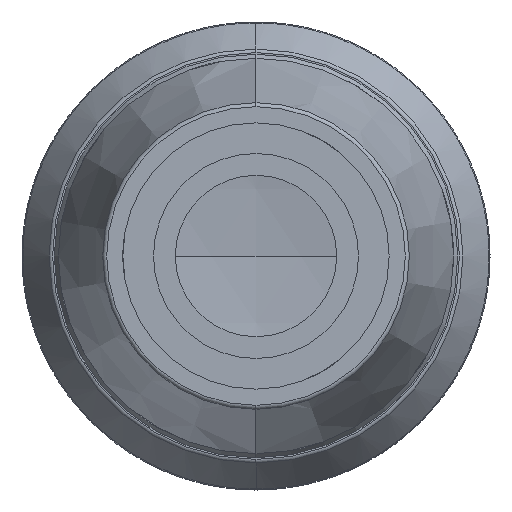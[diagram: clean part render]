
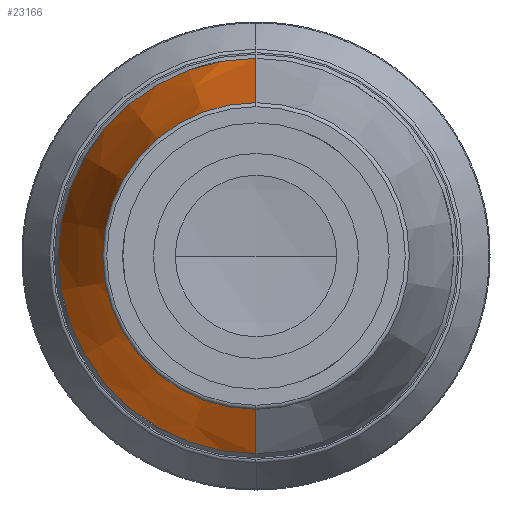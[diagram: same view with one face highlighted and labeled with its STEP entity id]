
A CAD part, left-side view. The second image highlights one B-rep face of the part: STEP entity #23166.
In plain terms, the highlighted conical face has half-angle 14.999 degrees and reference radius 24.5 mm.
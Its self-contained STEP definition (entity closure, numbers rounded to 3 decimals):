
#161 = CONICAL_SURFACE ( 'NONE', #16692, 24.5, 0.262 ) ;
#3541 = CIRCLE ( 'NONE', #4145, 18. ) ;
#3836 = ORIENTED_EDGE ( 'NONE', *, *, #33056, .F. ) ;
#4145 = AXIS2_PLACEMENT_3D ( 'NONE', #12041, #14252, #17198 ) ;
#4198 = ORIENTED_EDGE ( 'NONE', *, *, #30139, .T. ) ;
#4920 = LINE ( 'NONE', #9360, #25382 ) ;
#5051 = CARTESIAN_POINT ( 'NONE',  ( 26.31, 0., 0. ) ) ;
#5160 = ORIENTED_EDGE ( 'NONE', *, *, #6214, .F. ) ;
#5556 = ORIENTED_EDGE ( 'NONE', *, *, #17636, .T. ) ;
#5859 = VERTEX_POINT ( 'NONE', #30398 ) ;
#5879 = CARTESIAN_POINT ( 'NONE',  ( 26.31, 0., 24.5 ) ) ;
#6214 = EDGE_CURVE ( 'NONE', #5859, #24216, #3541, .T. ) ;
#6961 = AXIS2_PLACEMENT_3D ( 'NONE', #5051, #31467, #29217 ) ;
#9360 = CARTESIAN_POINT ( 'NONE',  ( 26.31, 0., 24.5 ) ) ;
#9398 = VERTEX_POINT ( 'NONE', #20671 ) ;
#11599 = DIRECTION ( 'NONE',  ( 0.966, 0., 0.259 ) ) ;
#12041 = CARTESIAN_POINT ( 'NONE',  ( 2.05, 0., 0. ) ) ;
#12215 = VERTEX_POINT ( 'NONE', #5879 ) ;
#13928 = LINE ( 'NONE', #25007, #15614 ) ;
#14252 = DIRECTION ( 'NONE',  ( -1., 0., 0. ) ) ;
#14352 = DIRECTION ( 'NONE',  ( 0.966, 0., -0.259 ) ) ;
#15386 = CIRCLE ( 'NONE', #6961, 24.5 ) ;
#15614 = VECTOR ( 'NONE', #14352, 1000. ) ;
#16692 = AXIS2_PLACEMENT_3D ( 'NONE', #26589, #24131, #21296 ) ;
#17198 = DIRECTION ( 'NONE',  ( 0., 0., 1. ) ) ;
#17636 = EDGE_CURVE ( 'NONE', #12215, #9398, #15386, .T. ) ;
#18937 = FACE_OUTER_BOUND ( 'NONE', #31823, .T. ) ;
#20671 = CARTESIAN_POINT ( 'NONE',  ( 26.31, 0., -24.5 ) ) ;
#21296 = DIRECTION ( 'NONE',  ( 0., 0., -1. ) ) ;
#23166 = ADVANCED_FACE ( 'NONE', ( #18937 ), #161, .T. ) ;
#24131 = DIRECTION ( 'NONE',  ( 1., 0., 0. ) ) ;
#24216 = VERTEX_POINT ( 'NONE', #28183 ) ;
#25007 = CARTESIAN_POINT ( 'NONE',  ( 26.31, 0., -24.5 ) ) ;
#25382 = VECTOR ( 'NONE', #11599, 1000. ) ;
#26589 = CARTESIAN_POINT ( 'NONE',  ( 26.31, 0., 0. ) ) ;
#28183 = CARTESIAN_POINT ( 'NONE',  ( 2.05, 0., -18. ) ) ;
#29217 = DIRECTION ( 'NONE',  ( 0., 0., 1. ) ) ;
#30139 = EDGE_CURVE ( 'NONE', #5859, #12215, #4920, .T. ) ;
#30398 = CARTESIAN_POINT ( 'NONE',  ( 2.05, 0., 18. ) ) ;
#31467 = DIRECTION ( 'NONE',  ( -1., 0., 0. ) ) ;
#31823 = EDGE_LOOP ( 'NONE', ( #5160, #4198, #5556, #3836 ) ) ;
#33056 = EDGE_CURVE ( 'NONE', #24216, #9398, #13928, .T. ) ;
